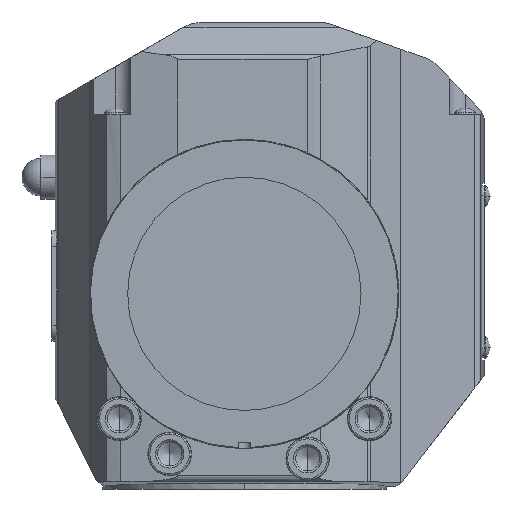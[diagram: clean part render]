
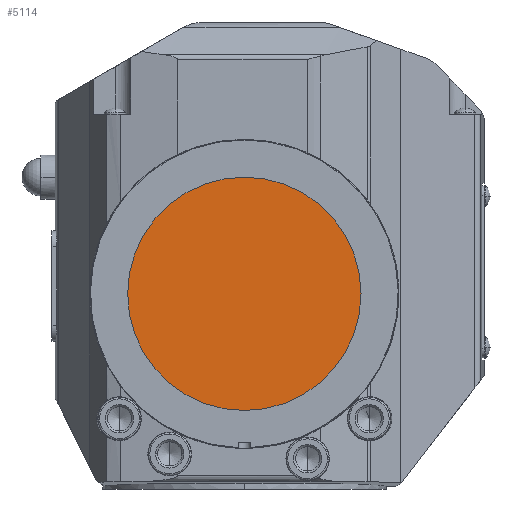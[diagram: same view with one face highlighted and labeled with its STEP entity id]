
A CAD part, front view. The second image highlights one B-rep face of the part: STEP entity #5114.
In plain terms, the highlighted planar face has unit normal (0, -1, 0).
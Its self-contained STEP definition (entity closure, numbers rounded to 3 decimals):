
#578=CARTESIAN_POINT('',(0.,-72.,0.));
#579=DIRECTION('',(0.,1.,0.));
#580=DIRECTION('',(0.,0.,1.));
#581=AXIS2_PLACEMENT_3D('',#578,#579,#580);
#583=CARTESIAN_POINT('',(0.,-72.,0.));
#584=DIRECTION('',(0.,1.,0.));
#585=DIRECTION('',(0.,0.,-1.));
#586=AXIS2_PLACEMENT_3D('',#583,#584,#585);
#3834=CARTESIAN_POINT('',(0.,-72.,37.));
#3835=VERTEX_POINT('',#3834);
#3836=CARTESIAN_POINT('',(0.,-72.,-37.));
#3837=VERTEX_POINT('',#3836);
#5105=CARTESIAN_POINT('',(0.,-72.,0.));
#5106=DIRECTION('',(0.,1.,0.));
#5107=DIRECTION('',(0.,0.,-1.));
#5108=AXIS2_PLACEMENT_3D('',#5105,#5106,#5107);
#5109=PLANE('',#5108);
#5110=ORIENTED_EDGE('',*,*,#5098,.T.);
#5111=ORIENTED_EDGE('',*,*,#5085,.T.);
#5112=EDGE_LOOP('',(#5110,#5111));
#5113=FACE_OUTER_BOUND('',#5112,.F.);
#582=CIRCLE('',#581,37.);
#587=CIRCLE('',#586,37.);
#5085=EDGE_CURVE('',#3837,#3835,#587,.T.);
#5098=EDGE_CURVE('',#3835,#3837,#582,.T.);
#5114=ADVANCED_FACE('',(#5113),#5109,.F.);
